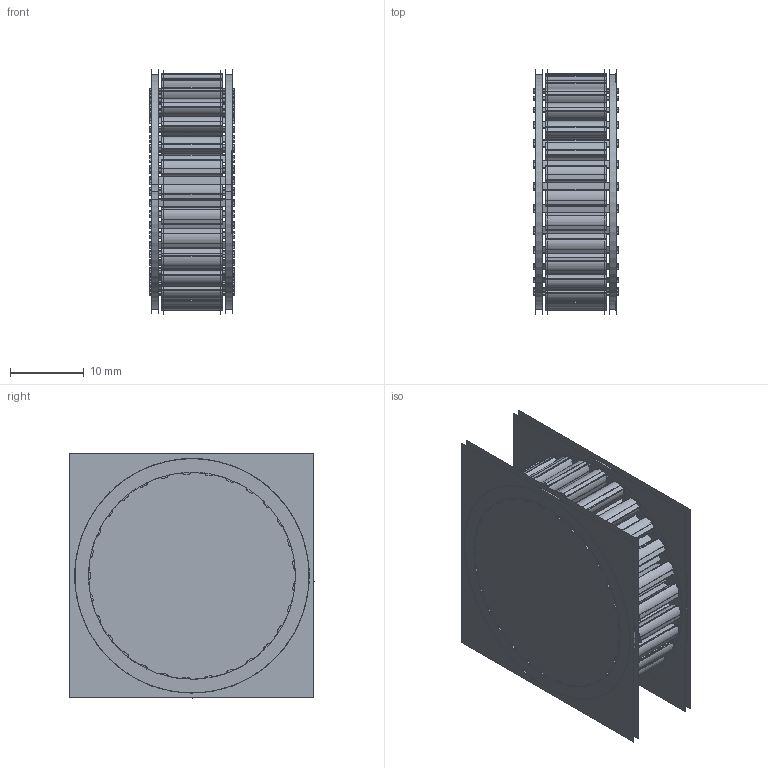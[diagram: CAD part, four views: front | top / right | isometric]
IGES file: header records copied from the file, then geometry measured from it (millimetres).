
Start section:  PTC IGES file: fe432z.igs
Global section: file name: fe432z.igs; native system: Creo Parametric by Parametric Technology Corporation; preprocessor: 2013150; author: sales 4; organization: Unknown; date: 20140324.141632; units: millimetre
Bounding box: 11.44 x 33.14 x 33.13 mm (x, y, z)
Volume: 1933.4 mm3; surface area: 40734.5 mm2
Topology: 30 solids, 30 shells, 2464 faces, 13094 edges, 16556 vertices
Faces by surface type: bspline 1296, revolution 1168
